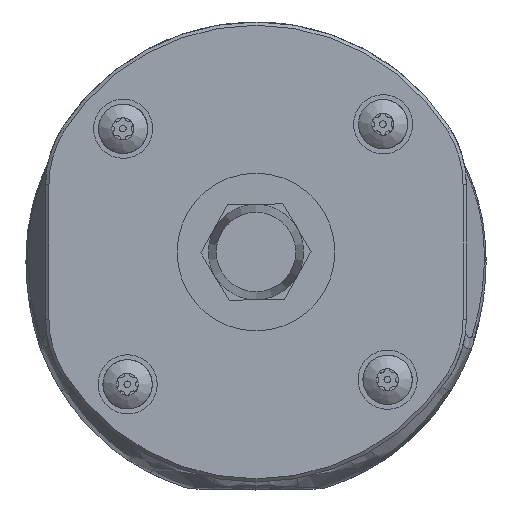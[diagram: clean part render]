
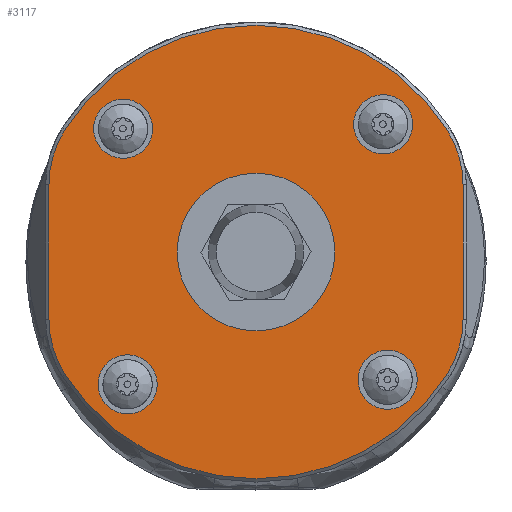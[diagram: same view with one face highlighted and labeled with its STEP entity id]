
A CAD part, front view. The second image highlights one B-rep face of the part: STEP entity #3117.
In plain terms, the highlighted planar face has unit normal (0, -1, 0).
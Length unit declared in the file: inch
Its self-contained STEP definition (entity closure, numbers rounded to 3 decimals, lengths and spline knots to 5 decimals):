
#89 = CIRCLE ( 'NONE', #38512, 1.35827 ) ;
#705 = CARTESIAN_POINT ( 'NONE',  ( 0., -7.32719, -1.50901 ) ) ;
#1046 = EDGE_LOOP ( 'NONE', ( #47791 ) ) ;
#2033 = VERTEX_POINT ( 'NONE', #59803 ) ;
#2375 = VECTOR ( 'NONE', #30063, 39.37008 ) ;
#2771 = FACE_BOUND ( 'NONE', #44134, .T. ) ;
#3117 = ADVANCED_FACE ( 'NONE', ( #7575, #7924, #28922, #49868, #2771, #18944 ), #56715, .F. ) ;
#3371 = DIRECTION ( 'NONE',  ( 0., 1., 0. ) ) ;
#4743 = CARTESIAN_POINT ( 'NONE',  ( -0.62992, -7.32719, -1.54826 ) ) ;
#5891 = ORIENTED_EDGE ( 'NONE', *, *, #35318, .F. ) ;
#6780 = EDGE_LOOP ( 'NONE', ( #27028 ) ) ;
#6848 = EDGE_CURVE ( 'NONE', #52612, #16068, #8417, .T. ) ;
#6868 = VERTEX_POINT ( 'NONE', #34007 ) ;
#7575 = FACE_BOUND ( 'NONE', #6780, .T. ) ;
#7924 = FACE_BOUND ( 'NONE', #20190, .T. ) ;
#7981 = CARTESIAN_POINT ( 'NONE',  ( 0.76181, -7.32719, -1.9104 ) ) ;
#8417 = CIRCLE ( 'NONE', #46848, 0.61024 ) ;
#8498 = VERTEX_POINT ( 'NONE', #38933 ) ;
#10083 = VECTOR ( 'NONE', #15921, 39.37008 ) ;
#10506 = EDGE_CURVE ( 'NONE', #59724, #8498, #43682, .T. ) ;
#11380 = ORIENTED_EDGE ( 'NONE', *, *, #33180, .F. ) ;
#12266 = AXIS2_PLACEMENT_3D ( 'NONE', #66057, #51220, #66390 ) ;
#12574 = DIRECTION ( 'NONE',  ( 0., 0., -1. ) ) ;
#14163 = DIRECTION ( 'NONE',  ( 0., 0., -1. ) ) ;
#14225 = LINE ( 'NONE', #46522, #2375 ) ;
#14719 = DIRECTION ( 'NONE',  ( 0., 0., 1. ) ) ;
#15642 = DIRECTION ( 'NONE',  ( 0., 1., 0. ) ) ;
#15703 = CIRCLE ( 'NONE', #34370, 0.08858 ) ;
#15921 = DIRECTION ( 'NONE',  ( 0., 0., 1. ) ) ;
#16068 = VERTEX_POINT ( 'NONE', #51306 ) ;
#16516 = DIRECTION ( 'NONE',  ( 0., 0., 1. ) ) ;
#16527 = DIRECTION ( 'NONE',  ( -1., 0., 0. ) ) ;
#17222 = VERTEX_POINT ( 'NONE', #49810 ) ;
#18944 = FACE_OUTER_BOUND ( 'NONE', #57636, .T. ) ;
#19258 = CARTESIAN_POINT ( 'NONE',  ( -1.24016, -7.32719, -1.54826 ) ) ;
#19342 = DIRECTION ( 'NONE',  ( 0., 1., 0. ) ) ;
#19904 = ORIENTED_EDGE ( 'NONE', *, *, #39429, .F. ) ;
#20190 = EDGE_LOOP ( 'NONE', ( #65994 ) ) ;
#21013 = DIRECTION ( 'NONE',  ( 0., 1., 0. ) ) ;
#21977 = CIRCLE ( 'NONE', #38538, 0.08858 ) ;
#22891 = DIRECTION ( 'NONE',  ( 0., 0., 1. ) ) ;
#23299 = AXIS2_PLACEMENT_3D ( 'NONE', #59680, #60019, #12574 ) ;
#27028 = ORIENTED_EDGE ( 'NONE', *, *, #27384, .T. ) ;
#27384 = EDGE_CURVE ( 'NONE', #36825, #36825, #29459, .T. ) ;
#28922 = FACE_BOUND ( 'NONE', #59046, .T. ) ;
#29459 = CIRCLE ( 'NONE', #41503, 0.36417 ) ;
#30063 = DIRECTION ( 'NONE',  ( 0., 0., -1. ) ) ;
#32652 = ORIENTED_EDGE ( 'NONE', *, *, #38202, .T. ) ;
#33180 = EDGE_CURVE ( 'NONE', #8498, #40256, #42822, .T. ) ;
#34007 = CARTESIAN_POINT ( 'NONE',  ( 0.76181, -7.32719, -0.46785 ) ) ;
#34355 = CARTESIAN_POINT ( 'NONE',  ( 0.76181, -7.32719, -1.99899 ) ) ;
#34370 = AXIS2_PLACEMENT_3D ( 'NONE', #7981, #19342, #14163 ) ;
#34925 = AXIS2_PLACEMENT_3D ( 'NONE', #63634, #53299, #16527 ) ;
#35318 = EDGE_CURVE ( 'NONE', #16068, #63103, #89, .T. ) ;
#35619 = DIRECTION ( 'NONE',  ( 0., 1., 0. ) ) ;
#35682 = CARTESIAN_POINT ( 'NONE',  ( 0., -7.32719, -1.14483 ) ) ;
#35724 = ORIENTED_EDGE ( 'NONE', *, *, #6848, .F. ) ;
#36267 = DIRECTION ( 'NONE',  ( 0., 0., 1. ) ) ;
#36550 = LINE ( 'NONE', #57514, #10083 ) ;
#36825 = VERTEX_POINT ( 'NONE', #705 ) ;
#37523 = ORIENTED_EDGE ( 'NONE', *, *, #59728, .T. ) ;
#38202 = EDGE_CURVE ( 'NONE', #59724, #58141, #14225, .T. ) ;
#38512 = AXIS2_PLACEMENT_3D ( 'NONE', #60339, #64516, #22891 ) ;
#38538 = AXIS2_PLACEMENT_3D ( 'NONE', #60098, #48763, #59758 ) ;
#38933 = CARTESIAN_POINT ( 'NONE',  ( -1.1438, -7.32719, -0.4123 ) ) ;
#39375 = CARTESIAN_POINT ( 'NONE',  ( -1.24016, -7.32719, -0.74141 ) ) ;
#39429 = EDGE_CURVE ( 'NONE', #40256, #17222, #41794, .T. ) ;
#39550 = AXIS2_PLACEMENT_3D ( 'NONE', #4743, #3371, #14719 ) ;
#39574 = AXIS2_PLACEMENT_3D ( 'NONE', #63623, #21013, #16516 ) ;
#40256 = VERTEX_POINT ( 'NONE', #42465 ) ;
#41503 = AXIS2_PLACEMENT_3D ( 'NONE', #35682, #56634, #63884 ) ;
#41794 = CIRCLE ( 'NONE', #39574, 0.61024 ) ;
#42465 = CARTESIAN_POINT ( 'NONE',  ( 1.1438, -7.32719, -0.4123 ) ) ;
#42822 = CIRCLE ( 'NONE', #48330, 1.35827 ) ;
#43496 = CARTESIAN_POINT ( 'NONE',  ( -1.1438, -7.32719, -1.87737 ) ) ;
#43682 = CIRCLE ( 'NONE', #34925, 0.61024 ) ;
#44134 = EDGE_LOOP ( 'NONE', ( #46713 ) ) ;
#44642 = VERTEX_POINT ( 'NONE', #45329 ) ;
#45329 = CARTESIAN_POINT ( 'NONE',  ( -0.76181, -7.32719, -0.46785 ) ) ;
#46018 = ORIENTED_EDGE ( 'NONE', *, *, #60267, .T. ) ;
#46522 = CARTESIAN_POINT ( 'NONE',  ( -1.24016, -7.32719, -1.54826 ) ) ;
#46713 = ORIENTED_EDGE ( 'NONE', *, *, #54699, .T. ) ;
#46848 = AXIS2_PLACEMENT_3D ( 'NONE', #62622, #64241, #51938 ) ;
#47791 = ORIENTED_EDGE ( 'NONE', *, *, #63264, .T. ) ;
#48330 = AXIS2_PLACEMENT_3D ( 'NONE', #51375, #15642, #36267 ) ;
#48506 = CIRCLE ( 'NONE', #23299, 0.08858 ) ;
#48763 = DIRECTION ( 'NONE',  ( 0., 1., 0. ) ) ;
#49810 = CARTESIAN_POINT ( 'NONE',  ( 1.24016, -7.32719, -0.74141 ) ) ;
#49868 = FACE_BOUND ( 'NONE', #1046, .T. ) ;
#51220 = DIRECTION ( 'NONE',  ( 0., 1., 0. ) ) ;
#51306 = CARTESIAN_POINT ( 'NONE',  ( 1.1438, -7.32719, -1.87737 ) ) ;
#51375 = CARTESIAN_POINT ( 'NONE',  ( 0., -7.32719, -1.14483 ) ) ;
#51938 = DIRECTION ( 'NONE',  ( 0., 0., 1. ) ) ;
#52612 = VERTEX_POINT ( 'NONE', #65295 ) ;
#52958 = ORIENTED_EDGE ( 'NONE', *, *, #10506, .F. ) ;
#53299 = DIRECTION ( 'NONE',  ( 0., 1., 0. ) ) ;
#54500 = ORIENTED_EDGE ( 'NONE', *, *, #56081, .F. ) ;
#54699 = EDGE_CURVE ( 'NONE', #2033, #2033, #21977, .T. ) ;
#55990 = VERTEX_POINT ( 'NONE', #34355 ) ;
#56081 = EDGE_CURVE ( 'NONE', #63103, #58141, #67013, .T. ) ;
#56634 = DIRECTION ( 'NONE',  ( 0., 1., 0. ) ) ;
#56715 = PLANE ( 'NONE',  #12266 ) ;
#57514 = CARTESIAN_POINT ( 'NONE',  ( 1.24016, -7.32719, -0.74141 ) ) ;
#57636 = EDGE_LOOP ( 'NONE', ( #35724, #46018, #19904, #11380, #52958, #32652, #54500, #5891 ) ) ;
#58141 = VERTEX_POINT ( 'NONE', #19258 ) ;
#59046 = EDGE_LOOP ( 'NONE', ( #37523 ) ) ;
#59232 = AXIS2_PLACEMENT_3D ( 'NONE', #62443, #35619, #66581 ) ;
#59680 = CARTESIAN_POINT ( 'NONE',  ( 0.76181, -7.32719, -0.37927 ) ) ;
#59724 = VERTEX_POINT ( 'NONE', #39375 ) ;
#59728 = EDGE_CURVE ( 'NONE', #6868, #6868, #48506, .T. ) ;
#59758 = DIRECTION ( 'NONE',  ( 0., 0., -1. ) ) ;
#59803 = CARTESIAN_POINT ( 'NONE',  ( -0.76181, -7.32719, -1.99899 ) ) ;
#60019 = DIRECTION ( 'NONE',  ( 0., 1., 0. ) ) ;
#60098 = CARTESIAN_POINT ( 'NONE',  ( -0.76181, -7.32719, -1.9104 ) ) ;
#60267 = EDGE_CURVE ( 'NONE', #52612, #17222, #36550, .T. ) ;
#60339 = CARTESIAN_POINT ( 'NONE',  ( 0., -7.32719, -1.14483 ) ) ;
#62443 = CARTESIAN_POINT ( 'NONE',  ( -0.76181, -7.32719, -0.37927 ) ) ;
#62622 = CARTESIAN_POINT ( 'NONE',  ( 0.62992, -7.32719, -1.54826 ) ) ;
#63103 = VERTEX_POINT ( 'NONE', #43496 ) ;
#63264 = EDGE_CURVE ( 'NONE', #55990, #55990, #15703, .T. ) ;
#63623 = CARTESIAN_POINT ( 'NONE',  ( 0.62992, -7.32719, -0.74141 ) ) ;
#63634 = CARTESIAN_POINT ( 'NONE',  ( -0.62992, -7.32719, -0.74141 ) ) ;
#63884 = DIRECTION ( 'NONE',  ( 0., 0., -1. ) ) ;
#64241 = DIRECTION ( 'NONE',  ( 0., 1., 0. ) ) ;
#64516 = DIRECTION ( 'NONE',  ( 0., 1., 0. ) ) ;
#65295 = CARTESIAN_POINT ( 'NONE',  ( 1.24016, -7.32719, -1.54826 ) ) ;
#65841 = CIRCLE ( 'NONE', #59232, 0.08858 ) ;
#65994 = ORIENTED_EDGE ( 'NONE', *, *, #67593, .T. ) ;
#66057 = CARTESIAN_POINT ( 'NONE',  ( 0., -7.32719, -1.14483 ) ) ;
#66390 = DIRECTION ( 'NONE',  ( 0., 0., 1. ) ) ;
#66581 = DIRECTION ( 'NONE',  ( 0., 0., -1. ) ) ;
#67013 = CIRCLE ( 'NONE', #39550, 0.61024 ) ;
#67593 = EDGE_CURVE ( 'NONE', #44642, #44642, #65841, .T. ) ;
